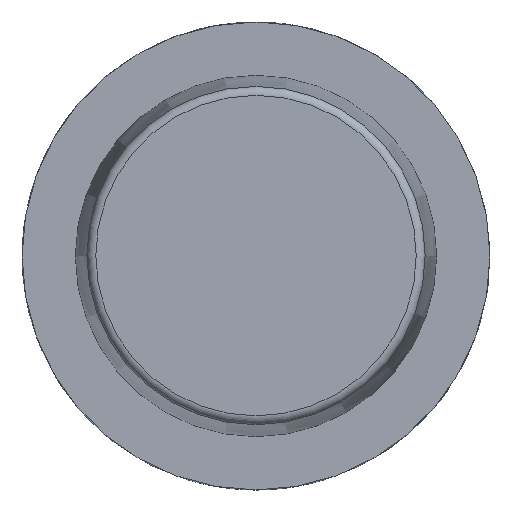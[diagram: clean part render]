
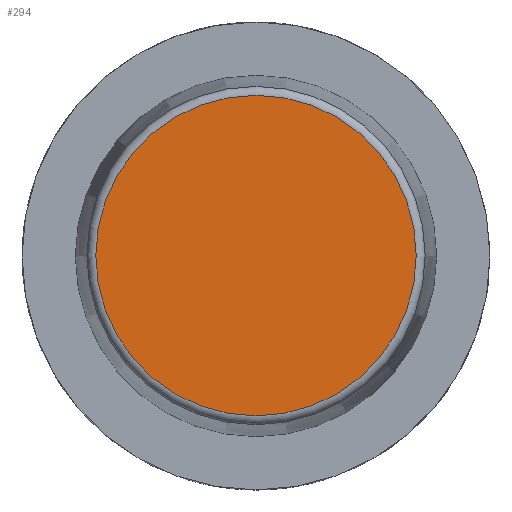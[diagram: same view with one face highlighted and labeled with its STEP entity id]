
A CAD part, top view. The second image highlights one B-rep face of the part: STEP entity #294.
In plain terms, the highlighted planar face has unit normal (0, 0, 1).
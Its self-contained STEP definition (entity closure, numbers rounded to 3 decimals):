
#91=FACE_OUTER_BOUND('',#433,.T.);
#294=ADVANCED_FACE('',(#91),#333,.F.);
#333=PLANE('',#1121);
#433=EDGE_LOOP('',(#597));
#597=ORIENTED_EDGE('',*,*,#899,.F.);
#792=VERTEX_POINT('',#1762);
#899=EDGE_CURVE('',#792,#792,#994,.T.);
#994=CIRCLE('',#1087,21.575);
#1087=AXIS2_PLACEMENT_3D('',#1761,#1256,#1257);
#1121=AXIS2_PLACEMENT_3D('',#1830,#1333,#1334);
#1256=DIRECTION('',(0.,0.,-1.));
#1257=DIRECTION('',(1.,0.,0.));
#1333=DIRECTION('',(0.,0.,-1.));
#1334=DIRECTION('',(1.,0.,0.));
#1761=CARTESIAN_POINT('',(0.,0.,32.));
#1762=CARTESIAN_POINT('',(21.575,0.,32.));
#1830=CARTESIAN_POINT('',(0.,0.,32.));
